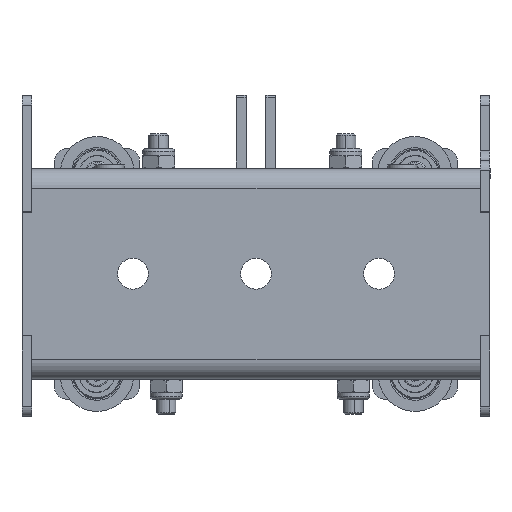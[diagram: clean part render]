
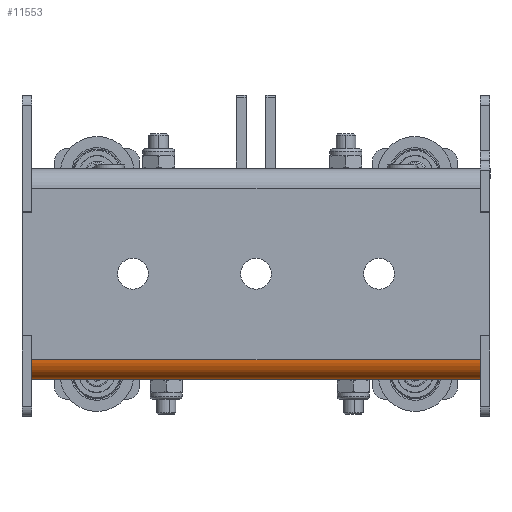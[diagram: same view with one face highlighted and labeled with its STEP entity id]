
A CAD part, front view. The second image highlights one B-rep face of the part: STEP entity #11553.
In plain terms, the highlighted cylindrical face has radius 8 mm (diameter 16 mm), a partial arc.
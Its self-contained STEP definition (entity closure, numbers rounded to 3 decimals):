
#1815 = VECTOR ( 'NONE', #8317, 1000. ) ;
#2752 = CARTESIAN_POINT ( 'NONE',  ( 182., 8., -4. ) ) ;
#2763 = DIRECTION ( 'NONE',  ( 0., -1., 0. ) ) ;
#3566 = CARTESIAN_POINT ( 'NONE',  ( 0., 0., 4. ) ) ;
#3724 = EDGE_CURVE ( 'NONE', #18633, #13429, #5275, .T. ) ;
#3851 = EDGE_LOOP ( 'NONE', ( #10270, #5227, #24529, #22390 ) ) ;
#4474 = EDGE_CURVE ( 'NONE', #10478, #15236, #24893, .T. ) ;
#4874 = CARTESIAN_POINT ( 'NONE',  ( 182., 0., 4. ) ) ;
#5227 = ORIENTED_EDGE ( 'NONE', *, *, #3724, .F. ) ;
#5275 = CIRCLE ( 'NONE', #12575, 8. ) ;
#6024 = DIRECTION ( 'NONE',  ( 0., 1., 0. ) ) ;
#6988 = DIRECTION ( 'NONE',  ( 0., 1., 0. ) ) ;
#8317 = DIRECTION ( 'NONE',  ( -1., 0., 0. ) ) ;
#10270 = ORIENTED_EDGE ( 'NONE', *, *, #22599, .F. ) ;
#10478 = VERTEX_POINT ( 'NONE', #14492 ) ;
#11473 = EDGE_CURVE ( 'NONE', #15236, #18633, #24852, .T. ) ;
#11553 = ADVANCED_FACE ( 'NONE', ( #16194 ), #23930, .T. ) ;
#12575 = AXIS2_PLACEMENT_3D ( 'NONE', #22727, #12707, #6988 ) ;
#12707 = DIRECTION ( 'NONE',  ( 1., 0., 0. ) ) ;
#13337 = AXIS2_PLACEMENT_3D ( 'NONE', #16070, #22171, #2763 ) ;
#13429 = VERTEX_POINT ( 'NONE', #22582 ) ;
#14492 = CARTESIAN_POINT ( 'NONE',  ( 0., 8., -4. ) ) ;
#15232 = DIRECTION ( 'NONE',  ( 1., 0., 0. ) ) ;
#15236 = VERTEX_POINT ( 'NONE', #20338 ) ;
#15528 = DIRECTION ( 'NONE',  ( -1., 0., 0. ) ) ;
#15925 = LINE ( 'NONE', #2752, #1815 ) ;
#16070 = CARTESIAN_POINT ( 'NONE',  ( 182., 8., 4. ) ) ;
#16194 = FACE_OUTER_BOUND ( 'NONE', #3851, .T. ) ;
#18633 = VERTEX_POINT ( 'NONE', #4874 ) ;
#20338 = CARTESIAN_POINT ( 'NONE',  ( 0., 0., 4. ) ) ;
#20462 = AXIS2_PLACEMENT_3D ( 'NONE', #23151, #15528, #6024 ) ;
#22171 = DIRECTION ( 'NONE',  ( 1., 0., 0. ) ) ;
#22390 = ORIENTED_EDGE ( 'NONE', *, *, #4474, .F. ) ;
#22564 = VECTOR ( 'NONE', #15232, 1000. ) ;
#22582 = CARTESIAN_POINT ( 'NONE',  ( 182., 8., -4. ) ) ;
#22599 = EDGE_CURVE ( 'NONE', #13429, #10478, #15925, .T. ) ;
#22727 = CARTESIAN_POINT ( 'NONE',  ( 182., 8., 4. ) ) ;
#23151 = CARTESIAN_POINT ( 'NONE',  ( 0., 8., 4. ) ) ;
#23930 = CYLINDRICAL_SURFACE ( 'NONE', #13337, 8. ) ;
#24529 = ORIENTED_EDGE ( 'NONE', *, *, #11473, .F. ) ;
#24852 = LINE ( 'NONE', #3566, #22564 ) ;
#24893 = CIRCLE ( 'NONE', #20462, 8. ) ;
